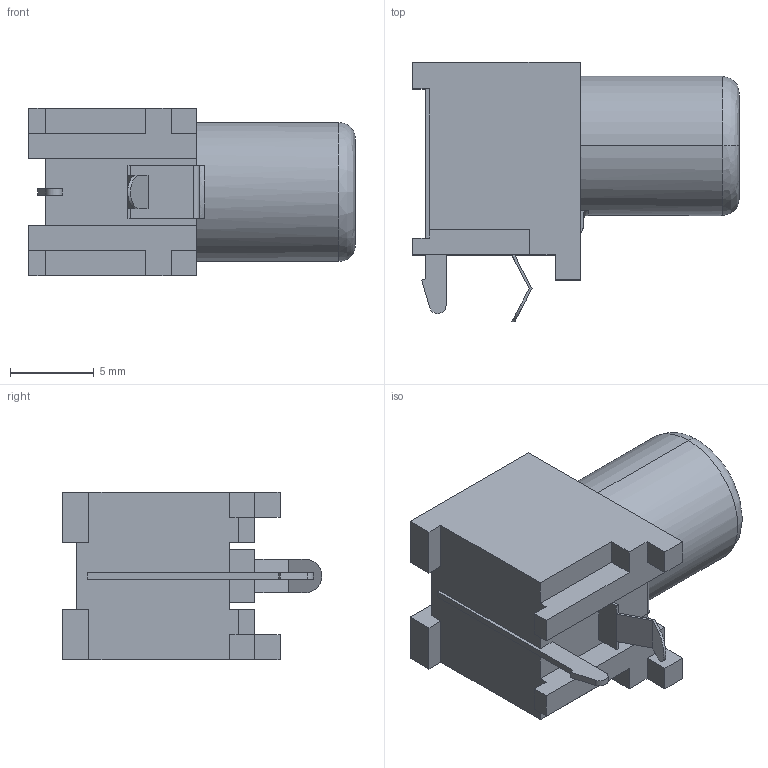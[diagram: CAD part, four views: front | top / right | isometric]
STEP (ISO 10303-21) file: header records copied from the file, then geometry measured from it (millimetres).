
FILE_DESCRIPTION (( 'STEP AP214' ), '1' );
FILE_NAME ('RCJ-041.STEP', '2023-02-06T07:26:26', ( 'ADMIN' ), ( '' ), 'SwSTEP 2.0', 'SolidWorks 2016', '' );
FILE_SCHEMA (( 'AUTOMOTIVE_DESIGN' ));
Length unit declared in the file: inch
Products named in the file (1): RCJ-041
Bounding box: 19.5 x 15.5 x 10 mm (x, y, z)
Volume: 1370.9 mm3; surface area: 1073.1 mm2
Topology: 1 solids, 1 shells, 71 faces, 194 edges, 127 vertices
Faces by surface type: plane 59, cylinder 9, bspline 3
Entity records: 2711 total; most frequent: CARTESIAN_POINT 465, ORIENTED_EDGE 388, DIRECTION 346, EDGE_CURVE 194, LINE 166, VECTOR 166, VERTEX_POINT 127, AXIS2_PLACEMENT_3D 90
